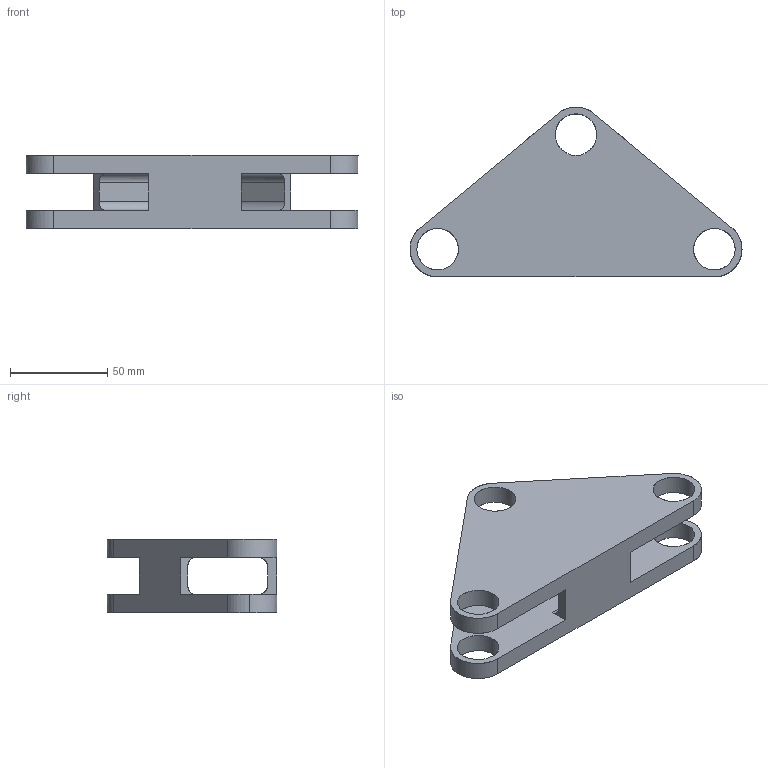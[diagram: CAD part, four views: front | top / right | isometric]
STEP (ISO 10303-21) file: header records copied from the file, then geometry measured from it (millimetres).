
FILE_DESCRIPTION(('FreeCAD Model'),'2;1');
FILE_NAME('Open CASCADE Shape Model','2025-04-27T04:42:13',('FreeCAD'),( 'FreeCAD'),'Open CASCADE STEP processor 7.6','FreeCAD','Unknown');
FILE_SCHEMA(('AUTOMOTIVE_DESIGN { 1 0 10303 214 1 1 1 1 }'));
Length unit declared in the file: millimetre
Products named in the file (1): Open CASCADE STEP translator 7.6 1
Bounding box: 171.08 x 87.52 x 38.02 mm (x, y, z)
Surface area: 48906.7 mm2 (no closed solid volume)
Topology: 0 solids, 42 shells, 42 faces, 852 edges, 852 vertices
Faces by surface type: bspline 42
Entity records: 7186 total; most frequent: CARTESIAN_POINT 3565, ORIENTED_EDGE 852, EDGE_CURVE 852, VERTEX_POINT 852, B_SPLINE_CURVE_WITH_KNOTS 800, FACE_BOUND 54, EDGE_LOOP 54, SHELL_BASED_SURFACE_MODEL 42
